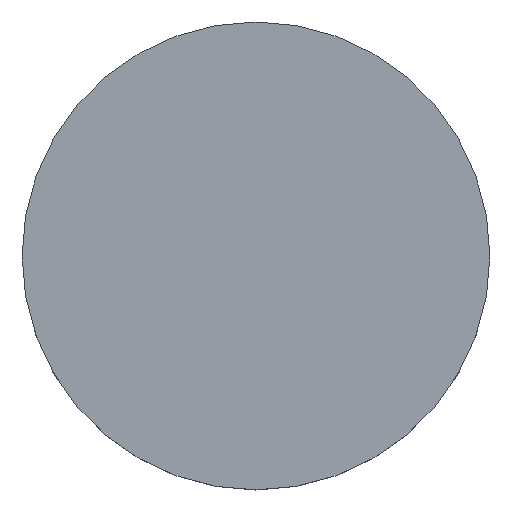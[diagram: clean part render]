
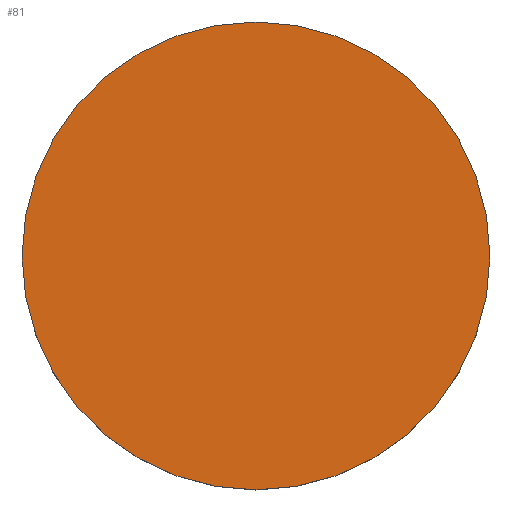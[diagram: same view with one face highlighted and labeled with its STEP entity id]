
A CAD part, top view. The second image highlights one B-rep face of the part: STEP entity #81.
In plain terms, the highlighted planar face has unit normal (0, 0, 1).
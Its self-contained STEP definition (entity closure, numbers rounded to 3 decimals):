
#2 = CARTESIAN_POINT ( 'NONE',  ( 0., 0., 1. ) ) ;
#4 = CARTESIAN_POINT ( 'NONE',  ( 3.175, 0., 1. ) ) ;
#16 = CIRCLE ( 'NONE', #160, 3.175 ) ;
#29 = CARTESIAN_POINT ( 'NONE',  ( 0., 0., 1. ) ) ;
#41 = DIRECTION ( 'NONE',  ( 1., 0., 0. ) ) ;
#42 = AXIS2_PLACEMENT_3D ( 'NONE', #69, #161, #164 ) ;
#43 = PLANE ( 'NONE',  #130 ) ;
#44 = CARTESIAN_POINT ( 'NONE',  ( -3.175, 0., 1. ) ) ;
#56 = FACE_OUTER_BOUND ( 'NONE', #117, .T. ) ;
#62 = VERTEX_POINT ( 'NONE', #4 ) ;
#69 = CARTESIAN_POINT ( 'NONE',  ( 0., 0., 1. ) ) ;
#79 = ORIENTED_EDGE ( 'NONE', *, *, #158, .T. ) ;
#81 = ADVANCED_FACE ( 'NONE', ( #56 ), #43, .T. ) ;
#91 = ORIENTED_EDGE ( 'NONE', *, *, #114, .T. ) ;
#113 = DIRECTION ( 'NONE',  ( 1., 0., 0. ) ) ;
#114 = EDGE_CURVE ( 'NONE', #174, #62, #119, .T. ) ;
#117 = EDGE_LOOP ( 'NONE', ( #91, #79 ) ) ;
#119 = CIRCLE ( 'NONE', #42, 3.175 ) ;
#130 = AXIS2_PLACEMENT_3D ( 'NONE', #2, #141, #113 ) ;
#141 = DIRECTION ( 'NONE',  ( 0., 0., 1. ) ) ;
#158 = EDGE_CURVE ( 'NONE', #62, #174, #16, .T. ) ;
#160 = AXIS2_PLACEMENT_3D ( 'NONE', #29, #163, #41 ) ;
#161 = DIRECTION ( 'NONE',  ( 0., 0., 1. ) ) ;
#163 = DIRECTION ( 'NONE',  ( 0., 0., 1. ) ) ;
#164 = DIRECTION ( 'NONE',  ( 1., 0., 0. ) ) ;
#174 = VERTEX_POINT ( 'NONE', #44 ) ;
